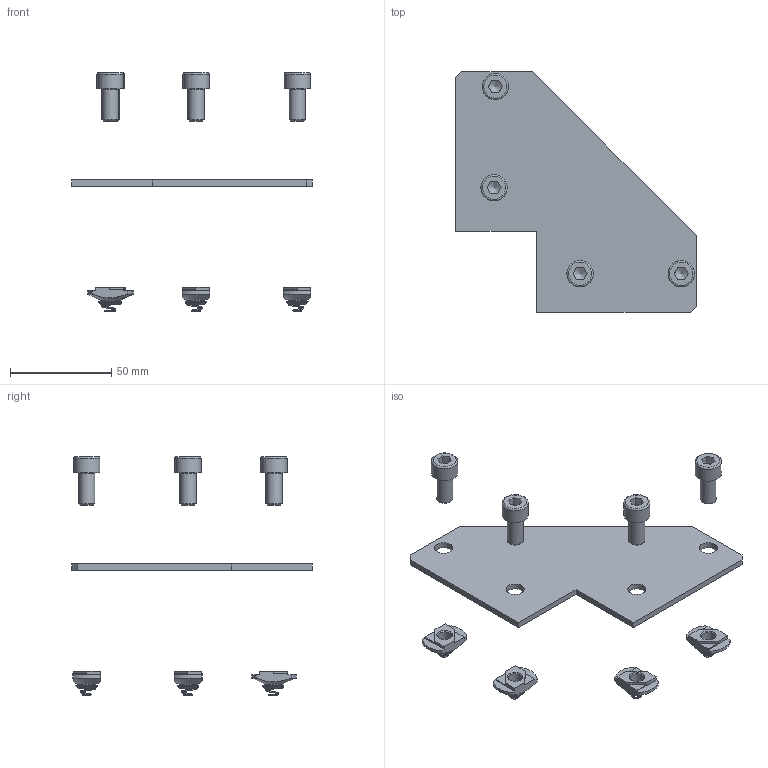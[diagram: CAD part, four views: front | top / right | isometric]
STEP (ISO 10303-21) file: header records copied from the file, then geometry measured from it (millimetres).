
FILE_DESCRIPTION(/* description */ (''),/* implementation_level */ '2;1');
FILE_NAME(/* name */ 'CFN 40.stp',/* time_stamp */ '2016-10-18T10:36:14+01:00',/* author */ ('kevin'),/* organization */ (''),/* preprocessor_version */ 'ST-DEVELOPER v15.2',/* originating_system */ 'Autodesk Inventor 2014',/* authorisation */ '');
FILE_SCHEMA (('AUTOMOTIVE_DESIGN { 1 0 10303 214 3 1 1 }'));
Length unit declared in the file: millimetre
Products named in the file (6): CFN 40; DIN 912 - M8 x 1.25 x 16 x 12.875; FTS 8; FTS-S
Bounding box: 119 x 119 x 117.88 mm (x, y, z)
Volume: 38277.6 mm3; surface area: 28331.8 mm2
Topology: 13 solids, 13 shells, 183 faces, 419 edges, 270 vertices
Faces by surface type: plane 107, cylinder 32, torus 20, cone 20, bspline 4
Full cylindrical faces by diameter (mm): 6.647 x4, 8 x4, 8.8 x4, 9 x4, 9.8 x4, 13 x4
Entity records: 2108 total; most frequent: CARTESIAN_POINT 695, DIRECTION 279, ORIENTED_EDGE 224, EDGE_CURVE 112, AXIS2_PLACEMENT_3D 105, EDGE_LOOP 88, VERTEX_POINT 84, LINE 69
